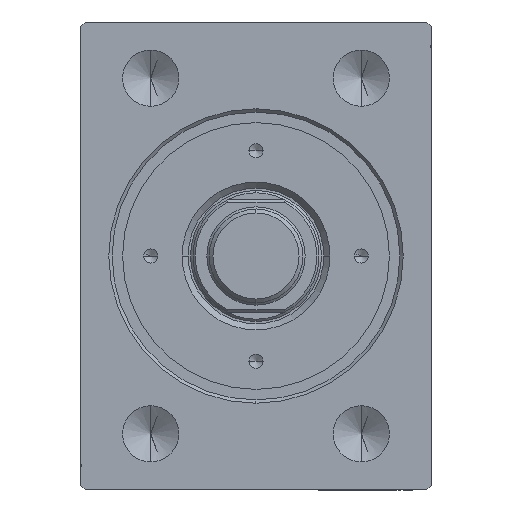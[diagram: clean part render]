
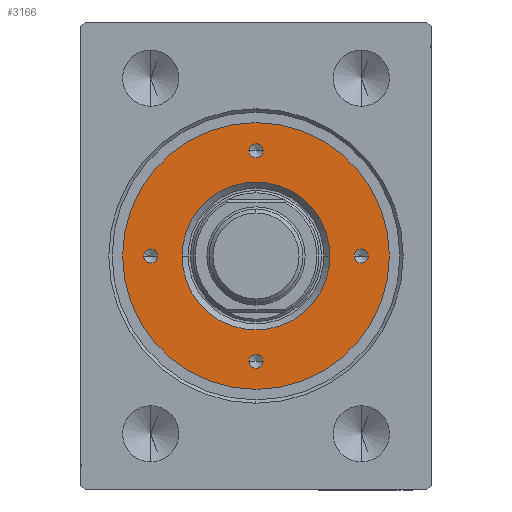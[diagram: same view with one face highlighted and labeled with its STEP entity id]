
A CAD part, left-side view. The second image highlights one B-rep face of the part: STEP entity #3166.
In plain terms, the highlighted face is planar.
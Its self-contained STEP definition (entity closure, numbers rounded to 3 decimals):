
#3 = CARTESIAN_POINT ( 'NONE',  ( 0., 0., 83.8 ) ) ;
#95 = DIRECTION ( 'NONE',  ( 1., 0., 0. ) ) ;
#377 = EDGE_CURVE ( 'NONE', #17366, #38585, #8329, .T. ) ;
#793 = ORIENTED_EDGE ( 'NONE', *, *, #23996, .F. ) ;
#837 = DIRECTION ( 'NONE',  ( 1., 0., 0. ) ) ;
#1458 = DIRECTION ( 'NONE',  ( 0., 0., 1. ) ) ;
#1838 = ORIENTED_EDGE ( 'NONE', *, *, #41130, .F. ) ;
#1860 = AXIS2_PLACEMENT_3D ( 'NONE', #19339, #32421, #15055 ) ;
#1937 = CARTESIAN_POINT ( 'NONE',  ( 0., 0., 83.8 ) ) ;
#2170 = ORIENTED_EDGE ( 'NONE', *, *, #13490, .F. ) ;
#2973 = CIRCLE ( 'NONE', #21658, 1.5 ) ;
#3024 = VERTEX_POINT ( 'NONE', #8869 ) ;
#3166 = ADVANCED_FACE ( 'NONE', ( #41052, #43765, #10191, #37674, #33423, #30926 ), #13350, .T. ) ;
#3183 = EDGE_LOOP ( 'NONE', ( #23526, #11823 ) ) ;
#3287 = AXIS2_PLACEMENT_3D ( 'NONE', #14746, #18800, #4619 ) ;
#3989 = EDGE_CURVE ( 'NONE', #3024, #31219, #10074, .T. ) ;
#4412 = DIRECTION ( 'NONE',  ( 1., 0., 0. ) ) ;
#4619 = DIRECTION ( 'NONE',  ( 1., 0., 0. ) ) ;
#4642 = DIRECTION ( 'NONE',  ( 1., 0., 0. ) ) ;
#5032 = AXIS2_PLACEMENT_3D ( 'NONE', #31048, #1458, #34195 ) ;
#5307 = CARTESIAN_POINT ( 'NONE',  ( -28.5, 0., 83.8 ) ) ;
#5451 = CIRCLE ( 'NONE', #39962, 1.5 ) ;
#5650 = CARTESIAN_POINT ( 'NONE',  ( 0., 22.5, 83.8 ) ) ;
#6094 = ORIENTED_EDGE ( 'NONE', *, *, #28809, .T. ) ;
#6106 = DIRECTION ( 'NONE',  ( 0., 0., 1. ) ) ;
#7519 = DIRECTION ( 'NONE',  ( 0., 0., 1. ) ) ;
#7620 = CARTESIAN_POINT ( 'NONE',  ( -1.5, 22.5, 83.8 ) ) ;
#7661 = VERTEX_POINT ( 'NONE', #10657 ) ;
#8329 = CIRCLE ( 'NONE', #3287, 1.5 ) ;
#8869 = CARTESIAN_POINT ( 'NONE',  ( -1.5, -22.5, 83.8 ) ) ;
#9485 = CARTESIAN_POINT ( 'NONE',  ( -22.5, 0., 83.8 ) ) ;
#10074 = CIRCLE ( 'NONE', #5032, 1.5 ) ;
#10191 = FACE_BOUND ( 'NONE', #16697, .T. ) ;
#10617 = AXIS2_PLACEMENT_3D ( 'NONE', #31030, #21332, #837 ) ;
#10657 = CARTESIAN_POINT ( 'NONE',  ( 28.5, 0., 83.8 ) ) ;
#11089 = EDGE_CURVE ( 'NONE', #15382, #14951, #2973, .T. ) ;
#11293 = AXIS2_PLACEMENT_3D ( 'NONE', #3, #44357, #20274 ) ;
#11612 = DIRECTION ( 'NONE',  ( 0., 0., 1. ) ) ;
#11636 = CARTESIAN_POINT ( 'NONE',  ( 1.5, -22.5, 83.8 ) ) ;
#11823 = ORIENTED_EDGE ( 'NONE', *, *, #40864, .T. ) ;
#11960 = DIRECTION ( 'NONE',  ( 0., 0., 1. ) ) ;
#12428 = DIRECTION ( 'NONE',  ( 0., 0., 1. ) ) ;
#12676 = ORIENTED_EDGE ( 'NONE', *, *, #11089, .F. ) ;
#12912 = DIRECTION ( 'NONE',  ( 1., 0., 0. ) ) ;
#12940 = AXIS2_PLACEMENT_3D ( 'NONE', #1937, #11612, #4412 ) ;
#13350 = PLANE ( 'NONE',  #33668 ) ;
#13490 = EDGE_CURVE ( 'NONE', #31219, #3024, #35418, .T. ) ;
#13596 = VERTEX_POINT ( 'NONE', #17795 ) ;
#14746 = CARTESIAN_POINT ( 'NONE',  ( 22.5, 0., 83.8 ) ) ;
#14951 = VERTEX_POINT ( 'NONE', #7620 ) ;
#15055 = DIRECTION ( 'NONE',  ( 1., 0., 0. ) ) ;
#15382 = VERTEX_POINT ( 'NONE', #20139 ) ;
#16004 = DIRECTION ( 'NONE',  ( 1., 0., 0. ) ) ;
#16464 = DIRECTION ( 'NONE',  ( 1., 0., 0. ) ) ;
#16697 = EDGE_LOOP ( 'NONE', ( #35221, #26662 ) ) ;
#17281 = CARTESIAN_POINT ( 'NONE',  ( 15.8, 0., 83.8 ) ) ;
#17366 = VERTEX_POINT ( 'NONE', #30527 ) ;
#17795 = CARTESIAN_POINT ( 'NONE',  ( -21., 0., 83.8 ) ) ;
#18772 = CARTESIAN_POINT ( 'NONE',  ( 24., 0., 83.8 ) ) ;
#18800 = DIRECTION ( 'NONE',  ( 0., 0., 1. ) ) ;
#19339 = CARTESIAN_POINT ( 'NONE',  ( 0., 0., 83.8 ) ) ;
#19845 = CARTESIAN_POINT ( 'NONE',  ( 0., -22.5, 83.8 ) ) ;
#20139 = CARTESIAN_POINT ( 'NONE',  ( 1.5, 22.5, 83.8 ) ) ;
#20274 = DIRECTION ( 'NONE',  ( 1., 0., 0. ) ) ;
#20550 = DIRECTION ( 'NONE',  ( 0., 0., 1. ) ) ;
#21332 = DIRECTION ( 'NONE',  ( 0., 0., 1. ) ) ;
#21589 = AXIS2_PLACEMENT_3D ( 'NONE', #42915, #21765, #38658 ) ;
#21658 = AXIS2_PLACEMENT_3D ( 'NONE', #5650, #11960, #16004 ) ;
#21765 = DIRECTION ( 'NONE',  ( 0., 0., 1. ) ) ;
#23024 = DIRECTION ( 'NONE',  ( 1., 0., 0. ) ) ;
#23051 = CIRCLE ( 'NONE', #21589, 28.5 ) ;
#23526 = ORIENTED_EDGE ( 'NONE', *, *, #40849, .T. ) ;
#23605 = CIRCLE ( 'NONE', #10617, 1.5 ) ;
#23963 = CARTESIAN_POINT ( 'NONE',  ( 0., 0., 83.8 ) ) ;
#23996 = EDGE_CURVE ( 'NONE', #28386, #13596, #5451, .T. ) ;
#24114 = CARTESIAN_POINT ( 'NONE',  ( -24., 0., 83.8 ) ) ;
#24462 = ORIENTED_EDGE ( 'NONE', *, *, #43115, .F. ) ;
#24510 = EDGE_CURVE ( 'NONE', #25766, #42414, #34200, .T. ) ;
#25268 = CIRCLE ( 'NONE', #33169, 1.5 ) ;
#25464 = ORIENTED_EDGE ( 'NONE', *, *, #3989, .F. ) ;
#25766 = VERTEX_POINT ( 'NONE', #25790 ) ;
#25790 = CARTESIAN_POINT ( 'NONE',  ( -15.8, 0., 83.8 ) ) ;
#26662 = ORIENTED_EDGE ( 'NONE', *, *, #377, .F. ) ;
#27098 = EDGE_LOOP ( 'NONE', ( #24462, #793 ) ) ;
#28386 = VERTEX_POINT ( 'NONE', #24114 ) ;
#28755 = DIRECTION ( 'NONE',  ( 0., 0., 1. ) ) ;
#28795 = CIRCLE ( 'NONE', #43864, 1.5 ) ;
#28809 = EDGE_CURVE ( 'NONE', #42414, #25766, #39351, .T. ) ;
#30527 = CARTESIAN_POINT ( 'NONE',  ( 21., 0., 83.8 ) ) ;
#30903 = EDGE_CURVE ( 'NONE', #38585, #17366, #23605, .T. ) ;
#30926 = FACE_OUTER_BOUND ( 'NONE', #3183, .T. ) ;
#30960 = CARTESIAN_POINT ( 'NONE',  ( 0., 22.5, 83.8 ) ) ;
#31030 = CARTESIAN_POINT ( 'NONE',  ( 22.5, 0., 83.8 ) ) ;
#31048 = CARTESIAN_POINT ( 'NONE',  ( 0., -22.5, 83.8 ) ) ;
#31219 = VERTEX_POINT ( 'NONE', #11636 ) ;
#31732 = EDGE_LOOP ( 'NONE', ( #12676, #1838 ) ) ;
#32421 = DIRECTION ( 'NONE',  ( 0., 0., -1. ) ) ;
#33169 = AXIS2_PLACEMENT_3D ( 'NONE', #9485, #6106, #23024 ) ;
#33274 = EDGE_LOOP ( 'NONE', ( #6094, #34534 ) ) ;
#33423 = FACE_BOUND ( 'NONE', #33274, .T. ) ;
#33668 = AXIS2_PLACEMENT_3D ( 'NONE', #23963, #20550, #12912 ) ;
#34195 = DIRECTION ( 'NONE',  ( 1., 0., 0. ) ) ;
#34200 = CIRCLE ( 'NONE', #1860, 15.8 ) ;
#34534 = ORIENTED_EDGE ( 'NONE', *, *, #24510, .T. ) ;
#34550 = EDGE_LOOP ( 'NONE', ( #2170, #25464 ) ) ;
#35221 = ORIENTED_EDGE ( 'NONE', *, *, #30903, .F. ) ;
#35418 = CIRCLE ( 'NONE', #40442, 1.5 ) ;
#35511 = CARTESIAN_POINT ( 'NONE',  ( -22.5, 0., 83.8 ) ) ;
#37674 = FACE_BOUND ( 'NONE', #34550, .T. ) ;
#38585 = VERTEX_POINT ( 'NONE', #18772 ) ;
#38658 = DIRECTION ( 'NONE',  ( 1., 0., 0. ) ) ;
#39351 = CIRCLE ( 'NONE', #11293, 15.8 ) ;
#39962 = AXIS2_PLACEMENT_3D ( 'NONE', #35511, #28755, #4642 ) ;
#40442 = AXIS2_PLACEMENT_3D ( 'NONE', #19845, #12428, #16464 ) ;
#40849 = EDGE_CURVE ( 'NONE', #40871, #7661, #43157, .T. ) ;
#40864 = EDGE_CURVE ( 'NONE', #7661, #40871, #23051, .T. ) ;
#40871 = VERTEX_POINT ( 'NONE', #5307 ) ;
#41052 = FACE_BOUND ( 'NONE', #27098, .T. ) ;
#41130 = EDGE_CURVE ( 'NONE', #14951, #15382, #28795, .T. ) ;
#42414 = VERTEX_POINT ( 'NONE', #17281 ) ;
#42915 = CARTESIAN_POINT ( 'NONE',  ( 0., 0., 83.8 ) ) ;
#43115 = EDGE_CURVE ( 'NONE', #13596, #28386, #25268, .T. ) ;
#43157 = CIRCLE ( 'NONE', #12940, 28.5 ) ;
#43765 = FACE_BOUND ( 'NONE', #31732, .T. ) ;
#43864 = AXIS2_PLACEMENT_3D ( 'NONE', #30960, #7519, #95 ) ;
#44357 = DIRECTION ( 'NONE',  ( 0., 0., -1. ) ) ;
